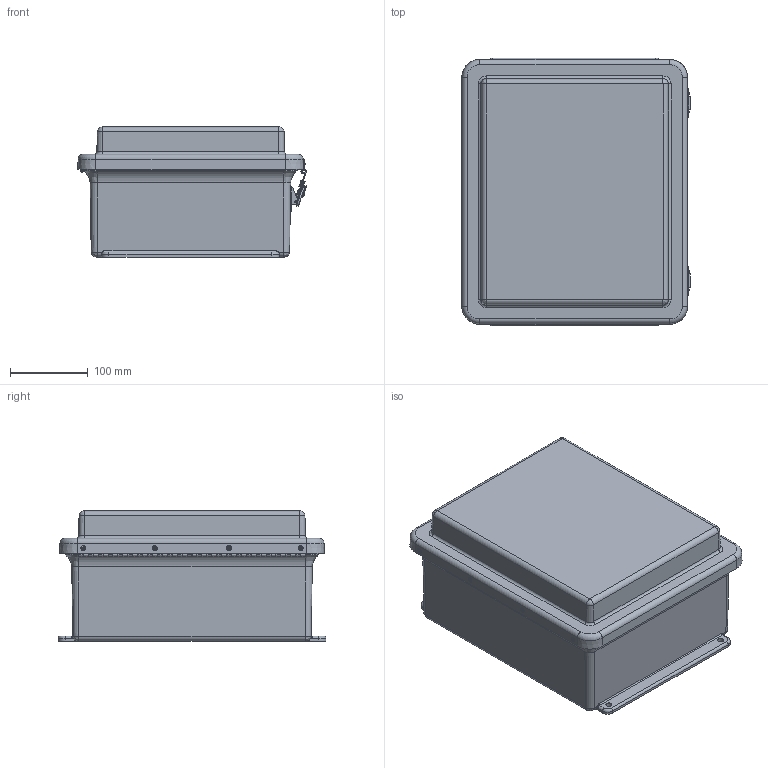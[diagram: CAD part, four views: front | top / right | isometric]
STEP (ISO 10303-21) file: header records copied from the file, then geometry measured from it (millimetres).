
FILE_DESCRIPTION(/* description */ (''),/* implementation_level */ '2;1');
FILE_NAME(/* name */ 'HW-RHJ121006CHTL.stp',/* time_stamp */ '2014-04-03T12:51:37-05:00',/* author */ ('jtigges'),/* organization */ (''),/* preprocessor_version */ 'ST-DEVELOPER v15.2',/* originating_system */ 'Autodesk Inventor 2014',/* authorisation */ '');
FILE_SCHEMA (('AUTOMOTIVE_DESIGN { 1 0 10303 214 3 1 1 }'));
Length unit declared in the file: inch
Products named in the file (28): J1210HL_7; RMINS45821P_181; RMINS45821P_182; RMINS45821P_183; RMINS45821P_184; J1210BHL; RMHINGCOV11; RMHINGPIN11; RMHINGBOX11; RMHING11; RJ1210HLCVR; GASKET_1210; WP1210HLU; RMRIV43; RMKEEPJLL150WT; JONEA; JONEB; JONEC; JONED; JONEE; JONEF; JONEG; JONEH; JONEI; JONE; RMLATJLL150_21; RMLATJLL150_22; RJ1210HLL_STP
Bounding box: 294.9 x 344.49 x 167.33 mm (x, y, z)
Volume: 1510184.4 mm3; surface area: 842712.9 mm2
Topology: 48 solids, 48 shells, 1212 faces, 3069 edges, 1989 vertices
Faces by surface type: plane 536, cylinder 461, bspline 86, torus 60, cone 59, sphere 10
Full cylindrical faces by diameter (mm): 2.159 x47, 2.4 x2, 2.7 x4, 3 x2, 3.175 x16, 3.25 x2, 3.302 x4, 3.327 x8, 3.5 x2, 3.556 x16, 3.861 x5, 3.962 x7, 4.2 x4, 4.609 x2, 4.618 x2, 4.7 x2, 4.9 x2, 5 x4, 5.3 x2, 5.537 x4, 6.35 x16, 6.858 x4, 13.3 x2, 13.5 x2
Entity records: 33098 total; most frequent: CARTESIAN_POINT 11120, DIRECTION 4635, ORIENTED_EDGE 4188, EDGE_CURVE 2094, AXIS2_PLACEMENT_3D 1757, VERTEX_POINT 1429, EDGE_LOOP 1193, LINE 1121
